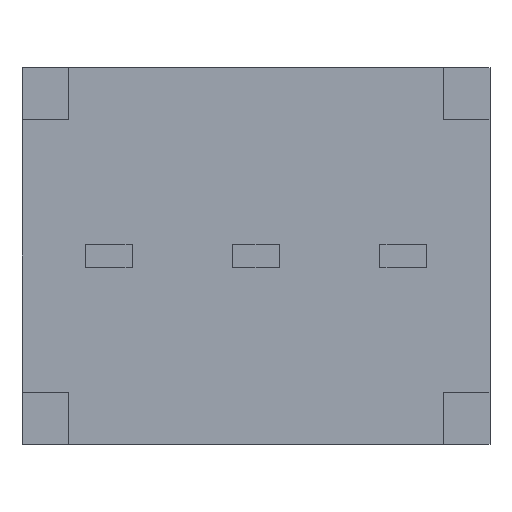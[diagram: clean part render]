
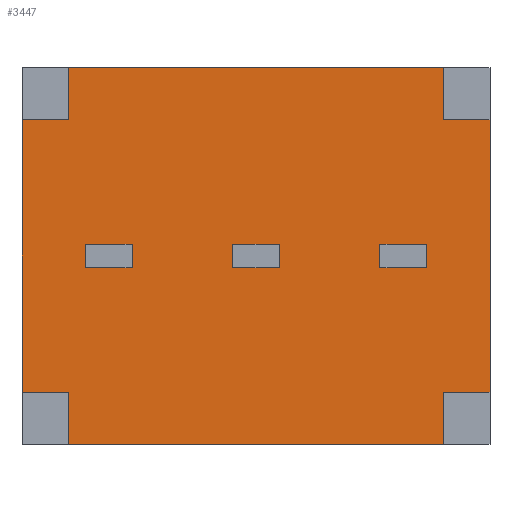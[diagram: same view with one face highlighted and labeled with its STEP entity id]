
A CAD part, front view. The second image highlights one B-rep face of the part: STEP entity #3447.
In plain terms, the highlighted planar face has unit normal (0, -1, 0).
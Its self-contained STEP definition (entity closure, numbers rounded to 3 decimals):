
#10 = EDGE_CURVE ( 'NONE', #3015, #750, #2774, .T. ) ;
#113 = DIRECTION ( 'NONE',  ( 1., 0., 0. ) ) ;
#150 = LINE ( 'NONE', #1254, #3027 ) ;
#162 = EDGE_CURVE ( 'NONE', #614, #1779, #2079, .T. ) ;
#170 = VERTEX_POINT ( 'NONE', #657 ) ;
#172 = VECTOR ( 'NONE', #113, 1000. ) ;
#175 = LINE ( 'NONE', #2290, #3474 ) ;
#180 = EDGE_CURVE ( 'NONE', #2097, #2959, #1522, .T. ) ;
#234 = ORIENTED_EDGE ( 'NONE', *, *, #343, .T. ) ;
#293 = EDGE_CURVE ( 'NONE', #1016, #2997, #3221, .T. ) ;
#313 = EDGE_CURVE ( 'NONE', #170, #3160, #2457, .T. ) ;
#324 = CARTESIAN_POINT ( 'NONE',  ( -3.24, 0.5, -3.25 ) ) ;
#343 = EDGE_CURVE ( 'NONE', #1779, #170, #175, .T. ) ;
#373 = DIRECTION ( 'NONE',  ( -1., 0., 0. ) ) ;
#381 = CARTESIAN_POINT ( 'NONE',  ( 4.04, 0.5, 2.35 ) ) ;
#386 = CARTESIAN_POINT ( 'NONE',  ( 4.04, 0.5, -2.35 ) ) ;
#427 = EDGE_CURVE ( 'NONE', #673, #3015, #2661, .T. ) ;
#437 = CARTESIAN_POINT ( 'NONE',  ( 4.04, 0.5, -2.35 ) ) ;
#496 = ORIENTED_EDGE ( 'NONE', *, *, #2843, .T. ) ;
#614 = VERTEX_POINT ( 'NONE', #1146 ) ;
#657 = CARTESIAN_POINT ( 'NONE',  ( 3.24, 0.5, 2.35 ) ) ;
#669 = ORIENTED_EDGE ( 'NONE', *, *, #2390, .F. ) ;
#673 = VERTEX_POINT ( 'NONE', #858 ) ;
#723 = DIRECTION ( 'NONE',  ( 0., 0., 1. ) ) ;
#737 = DIRECTION ( 'NONE',  ( 0., 0., 1. ) ) ;
#750 = VERTEX_POINT ( 'NONE', #2361 ) ;
#808 = VERTEX_POINT ( 'NONE', #2429 ) ;
#846 = LINE ( 'NONE', #324, #1580 ) ;
#858 = CARTESIAN_POINT ( 'NONE',  ( -3.24, 0.5, -2.35 ) ) ;
#950 = PLANE ( 'NONE',  #1572 ) ;
#985 = DIRECTION ( 'NONE',  ( 0., -1., 0. ) ) ;
#1016 = VERTEX_POINT ( 'NONE', #1388 ) ;
#1042 = VECTOR ( 'NONE', #3279, 1000. ) ;
#1099 = ORIENTED_EDGE ( 'NONE', *, *, #162, .T. ) ;
#1136 = EDGE_CURVE ( 'NONE', #614, #808, #2907, .T. ) ;
#1146 = CARTESIAN_POINT ( 'NONE',  ( 4.04, 0.5, -2.35 ) ) ;
#1183 = VECTOR ( 'NONE', #737, 1000. ) ;
#1247 = ORIENTED_EDGE ( 'NONE', *, *, #313, .T. ) ;
#1254 = CARTESIAN_POINT ( 'NONE',  ( -3.24, 0.5, 3.25 ) ) ;
#1269 = VECTOR ( 'NONE', #3012, 1000. ) ;
#1277 = CARTESIAN_POINT ( 'NONE',  ( -3.24, 0.5, -2.35 ) ) ;
#1325 = CARTESIAN_POINT ( 'NONE',  ( 3.24, 0.5, 2.35 ) ) ;
#1358 = CARTESIAN_POINT ( 'NONE',  ( -3.24, 0.5, 3.25 ) ) ;
#1388 = CARTESIAN_POINT ( 'NONE',  ( -3.24, 0.5, 2.35 ) ) ;
#1413 = CARTESIAN_POINT ( 'NONE',  ( -4.04, 0.5, -2.35 ) ) ;
#1431 = EDGE_CURVE ( 'NONE', #2997, #3160, #150, .T. ) ;
#1459 = ORIENTED_EDGE ( 'NONE', *, *, #427, .F. ) ;
#1522 = LINE ( 'NONE', #3170, #172 ) ;
#1523 = FACE_OUTER_BOUND ( 'NONE', #1734, .T. ) ;
#1541 = ORIENTED_EDGE ( 'NONE', *, *, #2041, .T. ) ;
#1572 = AXIS2_PLACEMENT_3D ( 'NONE', #2904, #985, #2389 ) ;
#1580 = VECTOR ( 'NONE', #3336, 1000. ) ;
#1734 = EDGE_LOOP ( 'NONE', ( #2305, #1459, #669, #2923, #1541, #1933, #1099, #234, #1247, #3488, #3530, #496 ) ) ;
#1772 = CARTESIAN_POINT ( 'NONE',  ( 3.24, 0.5, -3.25 ) ) ;
#1779 = VERTEX_POINT ( 'NONE', #381 ) ;
#1798 = VECTOR ( 'NONE', #373, 1000. ) ;
#1895 = CARTESIAN_POINT ( 'NONE',  ( -3.24, 0.5, 2.35 ) ) ;
#1918 = VECTOR ( 'NONE', #3058, 1000. ) ;
#1933 = ORIENTED_EDGE ( 'NONE', *, *, #1136, .F. ) ;
#1942 = LINE ( 'NONE', #2251, #1918 ) ;
#1958 = DIRECTION ( 'NONE',  ( 0., 0., 1. ) ) ;
#2041 = EDGE_CURVE ( 'NONE', #2959, #808, #2935, .T. ) ;
#2065 = DIRECTION ( 'NONE',  ( 0., 0., 1. ) ) ;
#2079 = LINE ( 'NONE', #386, #3362 ) ;
#2097 = VERTEX_POINT ( 'NONE', #2414 ) ;
#2229 = CARTESIAN_POINT ( 'NONE',  ( -4.04, 0.5, -2.35 ) ) ;
#2251 = CARTESIAN_POINT ( 'NONE',  ( -3.24, 0.5, 2.35 ) ) ;
#2290 = CARTESIAN_POINT ( 'NONE',  ( 4.04, 0.5, 2.35 ) ) ;
#2305 = ORIENTED_EDGE ( 'NONE', *, *, #10, .F. ) ;
#2350 = DIRECTION ( 'NONE',  ( 1., 0., 0. ) ) ;
#2361 = CARTESIAN_POINT ( 'NONE',  ( -4.04, 0.5, 2.35 ) ) ;
#2389 = DIRECTION ( 'NONE',  ( 0., 0., -1. ) ) ;
#2390 = EDGE_CURVE ( 'NONE', #2097, #673, #846, .T. ) ;
#2414 = CARTESIAN_POINT ( 'NONE',  ( -3.24, 0.5, -3.25 ) ) ;
#2429 = CARTESIAN_POINT ( 'NONE',  ( 3.24, 0.5, -2.35 ) ) ;
#2457 = LINE ( 'NONE', #1325, #3007 ) ;
#2591 = VECTOR ( 'NONE', #1958, 1000. ) ;
#2661 = LINE ( 'NONE', #1277, #1042 ) ;
#2774 = LINE ( 'NONE', #2229, #2591 ) ;
#2843 = EDGE_CURVE ( 'NONE', #1016, #750, #1942, .T. ) ;
#2904 = CARTESIAN_POINT ( 'NONE',  ( -4.04, 0.5, -2.35 ) ) ;
#2907 = LINE ( 'NONE', #437, #1798 ) ;
#2923 = ORIENTED_EDGE ( 'NONE', *, *, #180, .T. ) ;
#2935 = LINE ( 'NONE', #1772, #1183 ) ;
#2959 = VERTEX_POINT ( 'NONE', #3314 ) ;
#2997 = VERTEX_POINT ( 'NONE', #1358 ) ;
#3007 = VECTOR ( 'NONE', #723, 1000. ) ;
#3012 = DIRECTION ( 'NONE',  ( 0., 0., 1. ) ) ;
#3015 = VERTEX_POINT ( 'NONE', #1413 ) ;
#3027 = VECTOR ( 'NONE', #2350, 1000. ) ;
#3040 = CARTESIAN_POINT ( 'NONE',  ( 3.24, 0.5, 3.25 ) ) ;
#3058 = DIRECTION ( 'NONE',  ( -1., 0., 0. ) ) ;
#3160 = VERTEX_POINT ( 'NONE', #3040 ) ;
#3170 = CARTESIAN_POINT ( 'NONE',  ( -3.24, 0.5, -3.25 ) ) ;
#3221 = LINE ( 'NONE', #1895, #1269 ) ;
#3279 = DIRECTION ( 'NONE',  ( -1., 0., 0. ) ) ;
#3314 = CARTESIAN_POINT ( 'NONE',  ( 3.24, 0.5, -3.25 ) ) ;
#3336 = DIRECTION ( 'NONE',  ( 0., 0., 1. ) ) ;
#3362 = VECTOR ( 'NONE', #2065, 1000. ) ;
#3410 = DIRECTION ( 'NONE',  ( -1., 0., 0. ) ) ;
#3447 = ADVANCED_FACE ( 'NONE', ( #1523 ), #950, .T. ) ;
#3474 = VECTOR ( 'NONE', #3410, 1000. ) ;
#3488 = ORIENTED_EDGE ( 'NONE', *, *, #1431, .F. ) ;
#3530 = ORIENTED_EDGE ( 'NONE', *, *, #293, .F. ) ;
